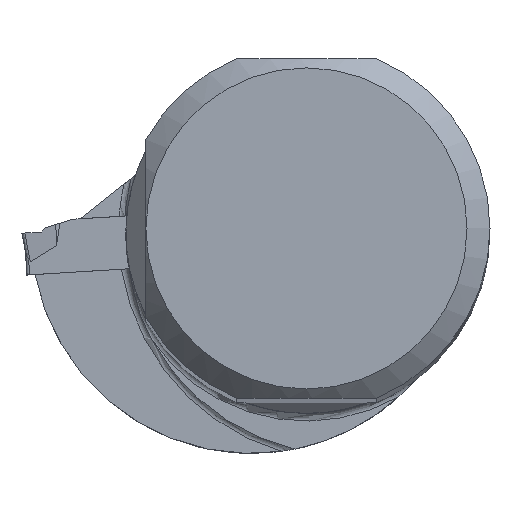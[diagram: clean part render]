
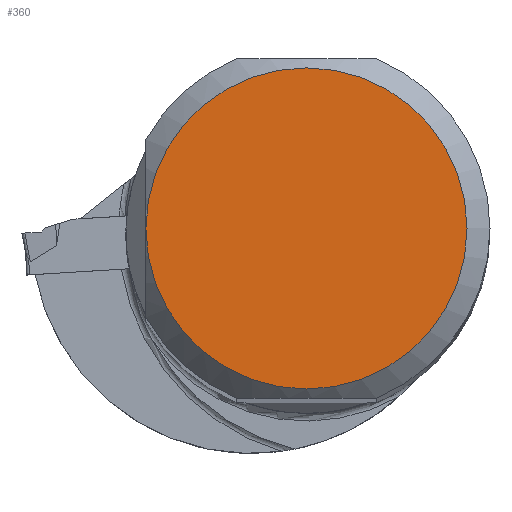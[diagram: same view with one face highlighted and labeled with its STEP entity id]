
A CAD part, top view. The second image highlights one B-rep face of the part: STEP entity #360.
In plain terms, the highlighted planar face has unit normal (0, 0, 1).
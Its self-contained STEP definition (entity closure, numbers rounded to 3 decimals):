
#180=FACE_OUTER_BOUND('',#556,.T.);
#360=ADVANCED_FACE('CU_SU_BP3',(#180),#441,.F.);
#441=PLANE('',#2026);
#498=CIRCLE('',#2017,17.5);
#556=EDGE_LOOP('',(#822));
#822=ORIENTED_EDGE('',*,*,#1464,.F.);
#1253=VERTEX_POINT('',#2903);
#1464=EDGE_CURVE('',#1253,#1253,#498,.T.);
#2017=AXIS2_PLACEMENT_3D('',#2938,#2276,#2277);
#2026=AXIS2_PLACEMENT_3D('',#2947,#2294,#2295);
#2276=DIRECTION('',(0.,0.,-1.));
#2277=DIRECTION('',(0.,1.,0.));
#2294=DIRECTION('',(0.,0.,-1.));
#2295=DIRECTION('',(0.,1.,0.));
#2903=CARTESIAN_POINT('',(-17.5,0.,0.));
#2938=CARTESIAN_POINT('',(0.,0.,0.));
#2947=CARTESIAN_POINT('',(0.,0.,0.));
